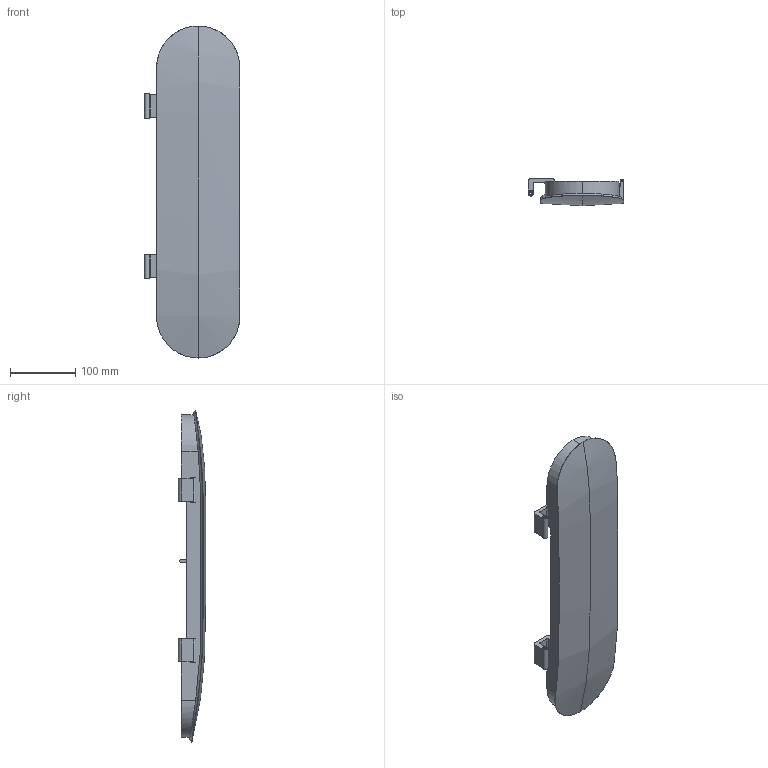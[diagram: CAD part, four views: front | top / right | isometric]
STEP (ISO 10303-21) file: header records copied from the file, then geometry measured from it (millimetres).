
FILE_DESCRIPTION (( 'STEP AP203' ), '1' );
FILE_NAME ('MS001-B.04.009SL.1.1 Íâ¿Ç5.step', '2021-08-27T10:59:11', ( 'Windows User' ), ( 'P R C' ), 'SwSTEP 2.0', 'SolidWorks 2016', '' );
FILE_SCHEMA (( 'CONFIG_CONTROL_DESIGN' ));
Length unit declared in the file: millimetre
Products named in the file (2): MS001-B.04.009SL.1.1 俋褲5
Assembly tree (1 placements, depth 2):
  MS001-B.04.009SL.1.1 俋褲5
    MS001-B.04.009SL.1.1 俋褲5
Bounding box: 146 x 41.5 x 507 mm (x, y, z)
Volume: 357893.8 mm3; surface area: 184884.3 mm2
Topology: 1 solids, 1 shells, 98 faces, 273 edges, 177 vertices
Faces by surface type: plane 52, cylinder 33, bspline 13
Entity records: 5268 total; most frequent: CARTESIAN_POINT 2702, ORIENTED_EDGE 546, DIRECTION 426, EDGE_CURVE 273, VERTEX_POINT 177, LINE 148, VECTOR 148, AXIS2_PLACEMENT_3D 139
